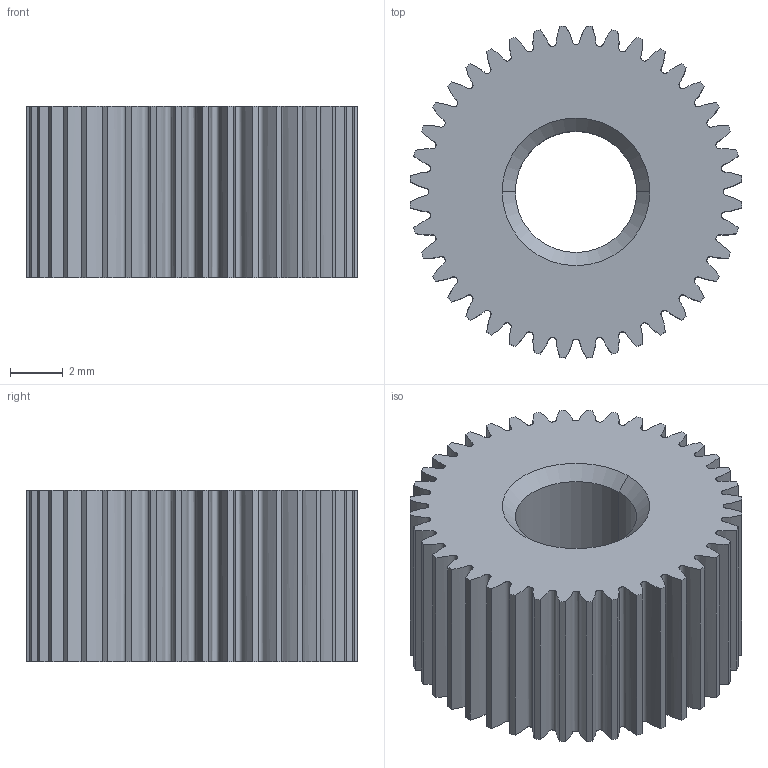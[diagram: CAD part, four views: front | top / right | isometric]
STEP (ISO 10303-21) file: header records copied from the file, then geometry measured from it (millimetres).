
FILE_DESCRIPTION (( 'STEP AP214' ), '1' );
FILE_NAME ('Gear00062.STEP', '2017-09-12T08:38:52', ( '13' ), ( '' ), 'SwSTEP 2.0', 'SolidWorks 2012', '' );
FILE_SCHEMA (( 'AUTOMOTIVE_DESIGN' ));
Length unit declared in the file: millimetre
Products named in the file (1): Gear00062
Bounding box: 12.58 x 12.58 x 6.5 mm (x, y, z)
Volume: 595.6 mm3; surface area: 772.5 mm2
Topology: 1 solids, 1 shells, 88 faces, 254 edges, 168 vertices
Faces by surface type: cylinder 42, bspline 40, cone 4, plane 2
Entity records: 15192 total; most frequent: CARTESIAN_POINT 13031, ORIENTED_EDGE 508, DIRECTION 360, EDGE_CURVE 254, VERTEX_POINT 168, AXIS2_PLACEMENT_3D 137, EDGE_LOOP 90, CIRCLE 88
